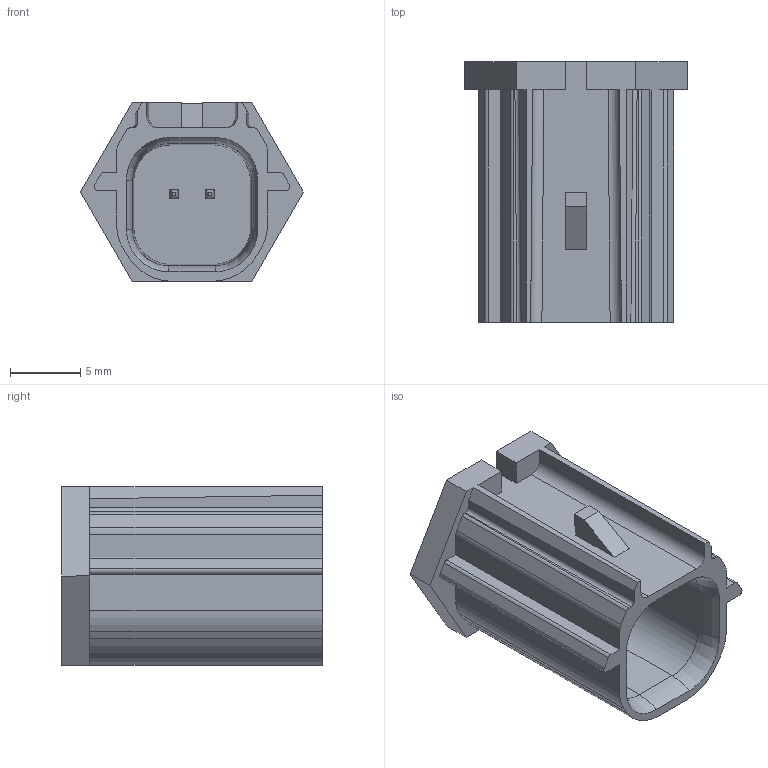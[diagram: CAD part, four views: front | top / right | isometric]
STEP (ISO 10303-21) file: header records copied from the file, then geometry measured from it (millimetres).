
FILE_DESCRIPTION(('CoCreate Modeling STEP Export'),'2;1');
FILE_NAME('CM-064-S-002-1-A02.stp','2014-08-18T13:09:36',(''),(''),'CoCreate Modeling STEP processor for AP214 (Solid Model)','CoCreate Modeling 17.0B 09-Oct-2010 (C) Parametric Technology GmbH','');
FILE_SCHEMA(('AUTOMOTIVE_DESIGN { 1 0 10303 214 1 1 1 1 }'));
Length unit declared in the file: millimetre
Products named in the file (2): CM-064-S-002-1-A02
Assembly tree (1 placements, depth 2):
  CM-064-S-002-1-A02
    CM-064-S-002-1-A02
Bounding box: 15.82 x 18.5 x 12.7 mm (x, y, z)
Volume: 1299.2 mm3; surface area: 1658 mm2
Topology: 1 solids, 1 shells, 94 faces, 248 edges, 160 vertices
Faces by surface type: plane 66, cylinder 23, bspline 5
Entity records: 3822 total; most frequent: CARTESIAN_POINT 1337, ORIENTED_EDGE 496, DIRECTION 444, EDGE_CURVE 248, VECTOR 194, LINE 194, VERTEX_POINT 160, AXIS2_PLACEMENT_3D 125
